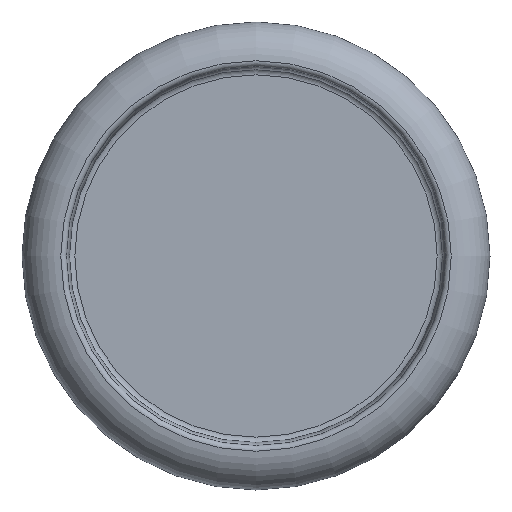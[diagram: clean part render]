
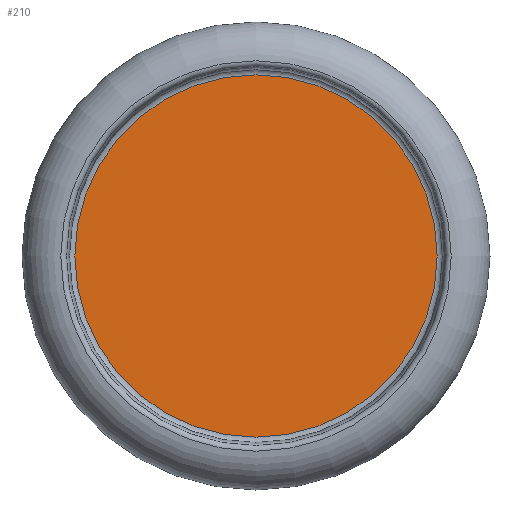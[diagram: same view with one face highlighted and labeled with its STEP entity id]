
A CAD part, front view. The second image highlights one B-rep face of the part: STEP entity #210.
In plain terms, the highlighted planar face has unit normal (0, -1, 0).
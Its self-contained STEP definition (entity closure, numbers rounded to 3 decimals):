
#16=PLANE('',#259);
#36=FACE_OUTER_BOUND('',#48,.T.);
#48=EDGE_LOOP('',(#161,#162));
#68=CIRCLE('',#254,20.4);
#72=CIRCLE('',#258,20.4);
#93=VERTEX_POINT('',#390);
#94=VERTEX_POINT('',#391);
#118=EDGE_CURVE('',#93,#94,#68,.T.);
#122=EDGE_CURVE('',#94,#93,#72,.T.);
#161=ORIENTED_EDGE('',*,*,#118,.F.);
#162=ORIENTED_EDGE('',*,*,#122,.F.);
#210=ADVANCED_FACE('',(#36),#16,.T.);
#254=AXIS2_PLACEMENT_3D('',#392,#312,#313);
#258=AXIS2_PLACEMENT_3D('',#398,#320,#321);
#259=AXIS2_PLACEMENT_3D('',#399,#322,#323);
#312=DIRECTION('center_axis',(0.,1.,0.));
#313=DIRECTION('ref_axis',(0.,0.,-1.));
#320=DIRECTION('center_axis',(0.,1.,0.));
#321=DIRECTION('ref_axis',(0.,0.,-1.));
#322=DIRECTION('center_axis',(0.,-1.,0.));
#323=DIRECTION('ref_axis',(0.,0.,-1.));
#390=CARTESIAN_POINT('',(0.,31.,20.4));
#391=CARTESIAN_POINT('',(0.,31.,-20.4));
#392=CARTESIAN_POINT('Origin',(0.,31.,0.));
#398=CARTESIAN_POINT('Origin',(0.,31.,0.));
#399=CARTESIAN_POINT('Origin',(0.,31.,21.95));
